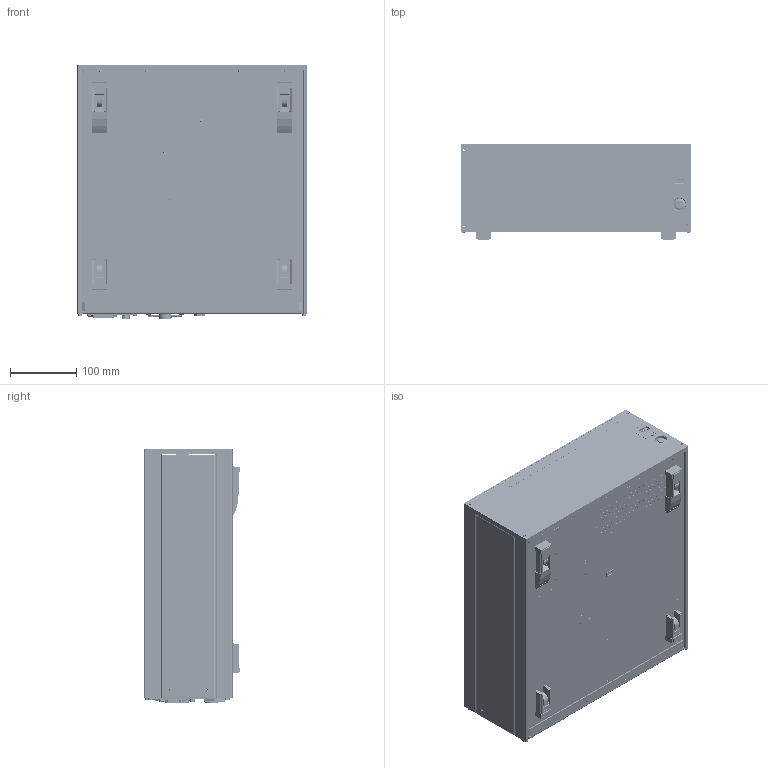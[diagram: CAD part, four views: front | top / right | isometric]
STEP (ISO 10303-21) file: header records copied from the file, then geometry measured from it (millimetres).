
FILE_DESCRIPTION (( 'STEP AP214' ), '1' );
FILE_NAME ('CPC3050 FOR EXTERNAL USE.STEP', '2022-02-23T15:39:01', ( '' ), ( '' ), 'SwSTEP 2.0', 'SolidWorks 2020', '' );
FILE_SCHEMA (( 'AUTOMOTIVE_DESIGN' ));
Length unit declared in the file: inch
Products named in the file (1): CPC3050 FOR EXTERNAL USE
Bounding box: 345.57 x 144.81 x 382.55 mm (x, y, z)
Surface area: 927262.8 mm2 (no closed solid volume)
Topology: 0 solids, 572 shells, 2746 faces, 13274 edges, 10794 vertices
Faces by surface type: cylinder 1371, plane 1162, cone 102, torus 56, bspline 51, sphere 4
Entity records: 184328 total; most frequent: CARTESIAN_POINT 42826, DIRECTION 21853, ORIENTED_EDGE 17757, EDGE_CURVE 13274, VERTEX_POINT 10794, LINE 7461, VECTOR 7461, AXIS2_PLACEMENT_3D 7196
